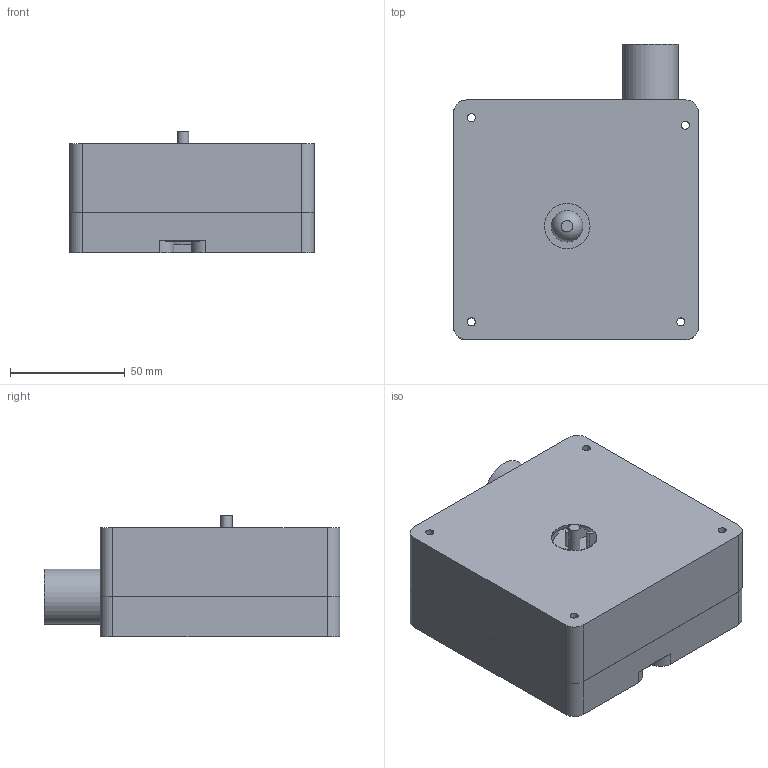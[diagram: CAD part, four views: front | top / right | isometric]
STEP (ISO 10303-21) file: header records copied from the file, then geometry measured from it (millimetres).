
FILE_DESCRIPTION(/* description */ (''),/* implementation_level */ '2;1');
FILE_NAME(/* name */ '10 over single stage.stp',/* time_stamp */ '2020-03-26T20:34:20-04:00',/* author */ (''),/* organization */ (''),/* preprocessor_version */ 'ST-DEVELOPER v15.2',/* originating_system */ 'Autodesk Translator Framework v2.0.0.5431',/* authorisation */ '');
FILE_SCHEMA (('AUTOMOTIVE_DESIGN { 1 0 10303 214 3 1 1 }'));
Length unit declared in the file: centimetre
Products named in the file (1): 10 percent oversize
Bounding box: 106.82 x 128.97 x 53.14 mm (x, y, z)
Volume: 354400.7 mm3; surface area: 108825.2 mm2
Topology: 5 solids, 5 shells, 347 faces, 975 edges, 646 vertices
Faces by surface type: plane 180, cylinder 110, cone 25, bspline 18, torus 13, sphere 1
Full cylindrical faces by diameter (mm): 3.52 x4, 4.84 x4, 4.978 x2, 7.7 x4, 8.03 x4, 8.58 x4, 11.049 x2, 18.7 x1, 19.8 x1, 24.2 x1, 35.128 x1, 41.8 x1, 58.63 x1, 82.5 x1, 91.3 x1
Entity records: 13073 total; most frequent: CARTESIAN_POINT 4193, ORIENTED_EDGE 1840, DIRECTION 1799, EDGE_CURVE 920, AXIS2_PLACEMENT_3D 635, VERTEX_POINT 634, LINE 529, VECTOR 529
